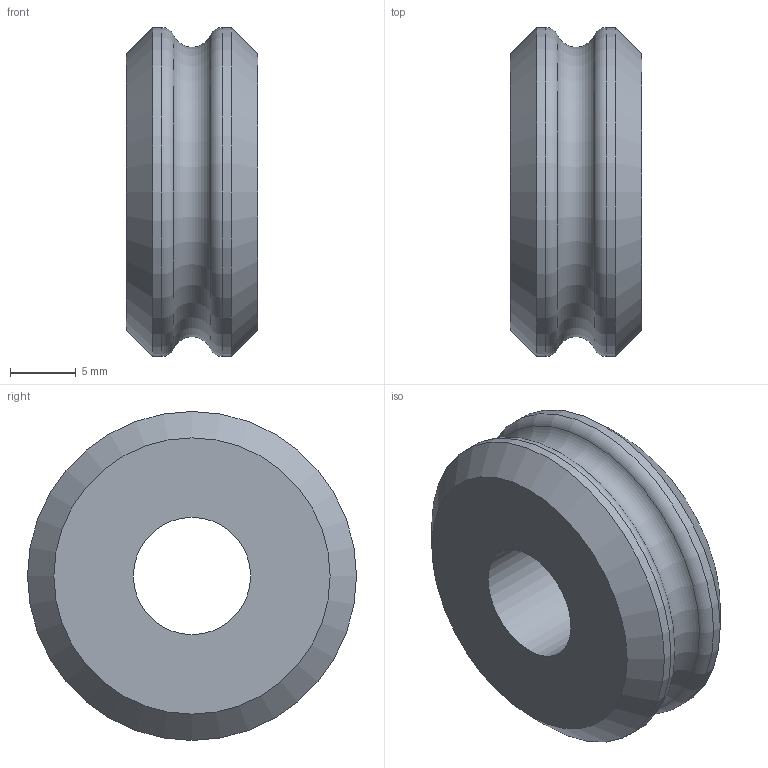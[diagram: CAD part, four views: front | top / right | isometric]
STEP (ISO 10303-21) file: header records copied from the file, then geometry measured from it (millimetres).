
FILE_DESCRIPTION(/* description */ (''),/* implementation_level */ '2;1');
FILE_NAME(/* name */ 'kolo napedowe 8,9 średnica 25mm.stp',/* time_stamp */ '2024-04-27T21:02:02+02:00',/* author */ ('mdx_s'),/* organization */ (''),/* preprocessor_version */ 'ST-DEVELOPER v19',/* originating_system */ 'Autodesk Inventor 2023',/* authorisation */ '');
FILE_SCHEMA (('AUTOMOTIVE_DESIGN { 1 0 10303 214 3 1 1 }'));
Length unit declared in the file: millimetre
Products named in the file (1): Część2
Bounding box: 10 x 25 x 25 mm (x, y, z)
Volume: 3709.8 mm3; surface area: 1794.3 mm2
Topology: 1 solids, 1 shells, 10 faces, 20 edges, 12 vertices
Faces by surface type: cylinder 3, torus 3, cone 2, plane 2
Full cylindrical faces by diameter (mm): 8.9 x1, 25 x2
Entity records: 314 total; most frequent: DIRECTION 57, CARTESIAN_POINT 43, ORIENTED_EDGE 40, AXIS2_PLACEMENT_3D 26, EDGE_CURVE 20, CIRCLE 15, EDGE_LOOP 12, VERTEX_POINT 12
